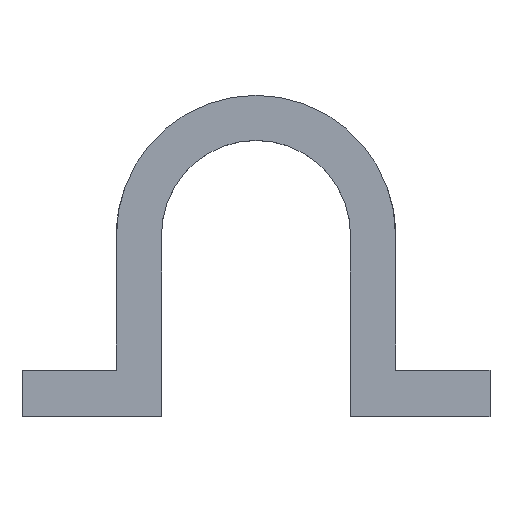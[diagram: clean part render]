
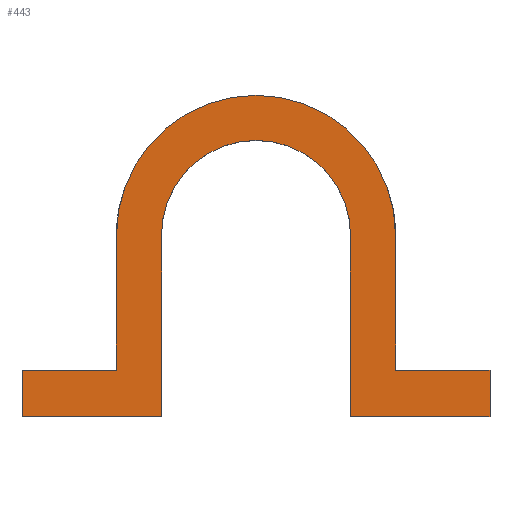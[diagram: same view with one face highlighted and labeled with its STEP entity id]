
A CAD part, top view. The second image highlights one B-rep face of the part: STEP entity #443.
In plain terms, the highlighted planar face has unit normal (0, 0, 1).
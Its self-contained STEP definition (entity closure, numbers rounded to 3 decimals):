
#33=PLANE('',#504);
#59=FACE_OUTER_BOUND('',#87,.T.);
#87=EDGE_LOOP('',(#391,#392,#393,#394,#395,#396,#397,#398,#399,#400,#401,
#402));
#100=LINE('',#756,#142);
#107=LINE('',#770,#149);
#109=LINE('',#774,#151);
#113=LINE('',#785,#155);
#116=LINE('',#791,#158);
#119=LINE('',#797,#161);
#122=LINE('',#801,#164);
#124=LINE('',#806,#166);
#127=LINE('',#812,#169);
#130=LINE('',#816,#172);
#142=VECTOR('',#567,10.);
#149=VECTOR('',#576,10.);
#151=VECTOR('',#580,10.);
#155=VECTOR('',#592,10.);
#158=VECTOR('',#597,10.);
#161=VECTOR('',#602,10.);
#164=VECTOR('',#607,10.);
#166=VECTOR('',#611,10.);
#169=VECTOR('',#616,10.);
#172=VECTOR('',#621,10.);
#181=CIRCLE('',#481,24.);
#188=CIRCLE('',#496,16.25);
#201=VERTEX_POINT('',#693);
#202=VERTEX_POINT('',#695);
#209=VERTEX_POINT('',#753);
#210=VERTEX_POINT('',#755);
#215=VERTEX_POINT('',#767);
#216=VERTEX_POINT('',#769);
#217=VERTEX_POINT('',#773);
#220=VERTEX_POINT('',#784);
#222=VERTEX_POINT('',#790);
#224=VERTEX_POINT('',#796);
#226=VERTEX_POINT('',#805);
#228=VERTEX_POINT('',#811);
#245=EDGE_CURVE('',#202,#201,#181,.T.);
#258=EDGE_CURVE('',#210,#209,#100,.T.);
#265=EDGE_CURVE('',#216,#215,#107,.T.);
#267=EDGE_CURVE('',#217,#202,#109,.T.);
#271=EDGE_CURVE('',#209,#216,#188,.T.);
#273=EDGE_CURVE('',#220,#210,#113,.T.);
#276=EDGE_CURVE('',#222,#220,#116,.T.);
#279=EDGE_CURVE('',#224,#222,#119,.T.);
#282=EDGE_CURVE('',#201,#224,#122,.T.);
#284=EDGE_CURVE('',#226,#217,#124,.T.);
#287=EDGE_CURVE('',#228,#226,#127,.T.);
#290=EDGE_CURVE('',#215,#228,#130,.T.);
#391=ORIENTED_EDGE('',*,*,#265,.T.);
#392=ORIENTED_EDGE('',*,*,#290,.T.);
#393=ORIENTED_EDGE('',*,*,#287,.T.);
#394=ORIENTED_EDGE('',*,*,#284,.T.);
#395=ORIENTED_EDGE('',*,*,#267,.T.);
#396=ORIENTED_EDGE('',*,*,#245,.T.);
#397=ORIENTED_EDGE('',*,*,#282,.T.);
#398=ORIENTED_EDGE('',*,*,#279,.T.);
#399=ORIENTED_EDGE('',*,*,#276,.T.);
#400=ORIENTED_EDGE('',*,*,#273,.T.);
#401=ORIENTED_EDGE('',*,*,#258,.T.);
#402=ORIENTED_EDGE('',*,*,#271,.T.);
#443=ADVANCED_FACE('',(#59),#33,.T.);
#481=AXIS2_PLACEMENT_3D('',#696,#540,#541);
#496=AXIS2_PLACEMENT_3D('',#780,#587,#588);
#504=AXIS2_PLACEMENT_3D('',#817,#622,#623);
#540=DIRECTION('center_axis',(0.,0.,1.));
#541=DIRECTION('ref_axis',(1.,0.,0.));
#567=DIRECTION('',(0.,1.,0.));
#576=DIRECTION('',(0.,-1.,0.));
#580=DIRECTION('',(0.,1.,0.));
#587=DIRECTION('center_axis',(0.,0.,-1.));
#588=DIRECTION('ref_axis',(-1.,0.,0.));
#592=DIRECTION('',(1.,0.,0.));
#597=DIRECTION('',(0.,-1.,0.));
#602=DIRECTION('',(-1.,0.,0.));
#607=DIRECTION('',(0.,-1.,0.));
#611=DIRECTION('',(-1.,0.,0.));
#616=DIRECTION('',(0.,1.,0.));
#621=DIRECTION('',(1.,0.,0.));
#622=DIRECTION('center_axis',(0.,0.,1.));
#623=DIRECTION('ref_axis',(1.,0.,0.));
#693=CARTESIAN_POINT('',(-24.,0.,12.));
#695=CARTESIAN_POINT('',(24.,0.,12.));
#696=CARTESIAN_POINT('Origin',(0.,0.,12.));
#753=CARTESIAN_POINT('',(-16.25,0.,12.));
#755=CARTESIAN_POINT('',(-16.25,-31.25,12.));
#756=CARTESIAN_POINT('',(-16.25,-31.25,12.));
#767=CARTESIAN_POINT('',(16.25,-31.25,12.));
#769=CARTESIAN_POINT('',(16.25,0.,12.));
#770=CARTESIAN_POINT('',(16.25,0.,12.));
#773=CARTESIAN_POINT('',(24.,-23.25,12.));
#774=CARTESIAN_POINT('',(24.,-27.,12.));
#780=CARTESIAN_POINT('Origin',(0.,0.,12.));
#784=CARTESIAN_POINT('',(-40.25,-31.25,12.));
#785=CARTESIAN_POINT('',(-40.25,-31.25,12.));
#790=CARTESIAN_POINT('',(-40.25,-23.25,12.));
#791=CARTESIAN_POINT('',(-40.25,-23.25,12.));
#796=CARTESIAN_POINT('',(-24.,-23.25,12.));
#797=CARTESIAN_POINT('',(-24.,-23.25,12.));
#801=CARTESIAN_POINT('',(-24.,0.,12.));
#805=CARTESIAN_POINT('',(40.25,-23.25,12.));
#806=CARTESIAN_POINT('',(40.25,-23.25,12.));
#811=CARTESIAN_POINT('',(40.25,-31.25,12.));
#812=CARTESIAN_POINT('',(40.25,-31.25,12.));
#816=CARTESIAN_POINT('',(16.25,-31.25,12.));
#817=CARTESIAN_POINT('Origin',(0.,-3.625,12.));
